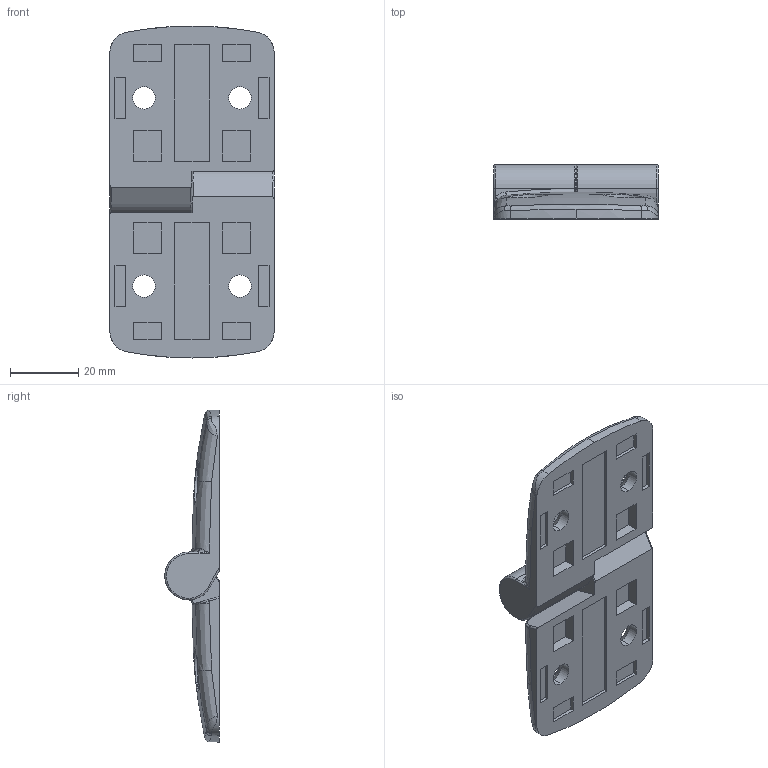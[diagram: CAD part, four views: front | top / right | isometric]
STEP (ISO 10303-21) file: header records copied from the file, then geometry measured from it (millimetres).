
FILE_DESCRIPTION (( 'STEP AP214' ), '1' );
FILE_NAME ('095k5050r00.STEP', '2014-08-13T12:56:46', ( '' ), ( '' ), 'SwSTEP 2.0', 'SolidWorks 2014', '' );
FILE_SCHEMA (( 'AUTOMOTIVE_DESIGN' ));
Length unit declared in the file: millimetre
Products named in the file (3): 095k-01_6-41; 095k50r00_095 k 50 r00; 095k5050r00
Assembly tree (3 placements, depth 2):
  095k5050r00
    095k50r00_095 k 50 r00  x2
    095k-01_6-41
Bounding box: 48 x 15.9 x 97 mm (x, y, z)
Volume: 29343.8 mm3; surface area: 14463.3 mm2
Topology: 3 solids, 3 shells, 198 faces, 486 edges, 302 vertices
Faces by surface type: plane 92, cylinder 46, bspline 36, cone 12, torus 12
Entity records: 4146 total; most frequent: CARTESIAN_POINT 1693, ORIENTED_EDGE 506, DIRECTION 441, EDGE_CURVE 253, VERTEX_POINT 159, AXIS2_PLACEMENT_3D 155, VECTOR 131, LINE 131
